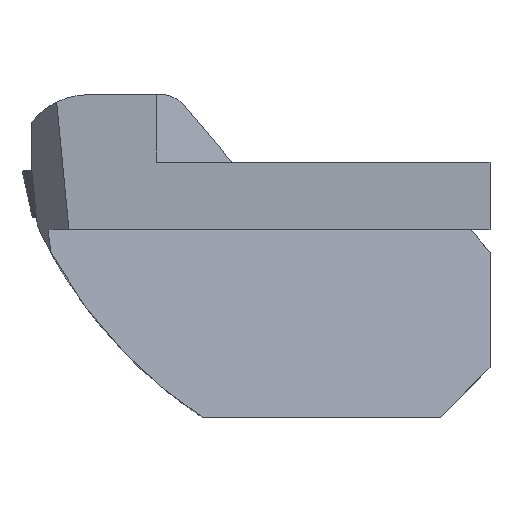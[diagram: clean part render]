
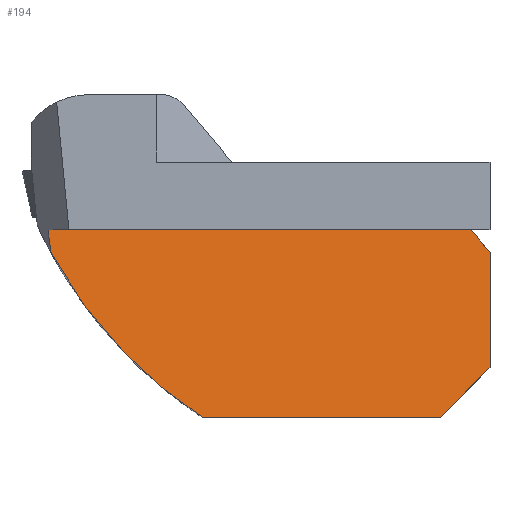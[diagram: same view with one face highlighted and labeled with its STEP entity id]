
A CAD part, top view. The second image highlights one B-rep face of the part: STEP entity #194.
In plain terms, the highlighted planar face has unit normal (0, 0.139, 0.99).
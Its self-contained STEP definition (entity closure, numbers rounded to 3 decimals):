
#148=PLANE('',#1336);
#194=ADVANCED_FACE('',(#268),#148,.F.);
#268=FACE_OUTER_BOUND('',#323,.T.);
#323=EDGE_LOOP('',(#722,#723,#724,#725,#726,#727,#728));
#429=LINE('',#1866,#528);
#436=LINE('',#1924,#535);
#437=LINE('',#1927,#536);
#438=LINE('',#1929,#537);
#439=LINE('',#1931,#538);
#440=LINE('',#1932,#539);
#528=VECTOR('',#1505,1.);
#535=VECTOR('',#1524,1.);
#536=VECTOR('',#1525,1.);
#537=VECTOR('',#1526,1.);
#538=VECTOR('',#1527,1.);
#539=VECTOR('',#1528,1.);
#626=ELLIPSE('',#1316,30.796,30.497);
#722=ORIENTED_EDGE('',*,*,#1134,.F.);
#723=ORIENTED_EDGE('',*,*,#1135,.T.);
#724=ORIENTED_EDGE('',*,*,#1136,.T.);
#725=ORIENTED_EDGE('',*,*,#1137,.F.);
#726=ORIENTED_EDGE('',*,*,#1089,.T.);
#727=ORIENTED_EDGE('',*,*,#1120,.T.);
#728=ORIENTED_EDGE('',*,*,#1138,.F.);
#976=VERTEX_POINT('',#1800);
#977=VERTEX_POINT('',#1802);
#1001=VERTEX_POINT('',#1865);
#1011=VERTEX_POINT('',#1925);
#1012=VERTEX_POINT('',#1926);
#1013=VERTEX_POINT('',#1928);
#1014=VERTEX_POINT('',#1930);
#1089=EDGE_CURVE('',#977,#976,#626,.T.);
#1120=EDGE_CURVE('',#976,#1001,#429,.T.);
#1134=EDGE_CURVE('',#1011,#1012,#436,.T.);
#1135=EDGE_CURVE('',#1011,#1013,#437,.T.);
#1136=EDGE_CURVE('',#1013,#1014,#438,.T.);
#1137=EDGE_CURVE('',#977,#1014,#439,.T.);
#1138=EDGE_CURVE('',#1012,#1001,#440,.T.);
#1316=AXIS2_PLACEMENT_3D('',#1801,#1455,#1456);
#1336=AXIS2_PLACEMENT_3D('',#1933,#1529,#1530);
#1455=DIRECTION('',(0.,0.139,0.99));
#1456=DIRECTION('',(0.,0.99,-0.139));
#1505=DIRECTION('',(1.,0.,0.));
#1524=DIRECTION('',(0.,-0.99,0.139));
#1525=DIRECTION('',(-0.639,0.762,-0.107));
#1526=DIRECTION('',(-1.,0.,0.));
#1527=DIRECTION('',(-0.126,0.982,-0.138));
#1528=DIRECTION('',(-0.704,-0.704,0.099));
#1529=DIRECTION('',(0.,-0.139,-0.99));
#1530=DIRECTION('',(0.,0.99,-0.139));
#1800=CARTESIAN_POINT('',(-9.977,-17.,1.757));
#1801=CARTESIAN_POINT('',(6.755,8.497,-1.827));
#1802=CARTESIAN_POINT('',(-20.059,-6.031,0.215));
#1865=CARTESIAN_POINT('',(5.9,-17.,1.757));
#1866=CARTESIAN_POINT('',(-5.528,-17.,1.757));
#1924=CARTESIAN_POINT('',(9.2,-4.5,0.));
#1925=CARTESIAN_POINT('',(9.2,-6.,0.211));
#1926=CARTESIAN_POINT('',(9.2,-13.7,1.293));
#1927=CARTESIAN_POINT('',(2.44,2.056,-0.921));
#1928=CARTESIAN_POINT('',(7.941,-4.5,0.));
#1929=CARTESIAN_POINT('',(-26.4,-4.5,0.));
#1930=CARTESIAN_POINT('',(-20.256,-4.5,0.));
#1931=CARTESIAN_POINT('',(-20.021,-6.327,0.257));
#1932=CARTESIAN_POINT('',(6.553,-16.347,1.665));
#1933=CARTESIAN_POINT('',(-5.528,-4.5,0.));
